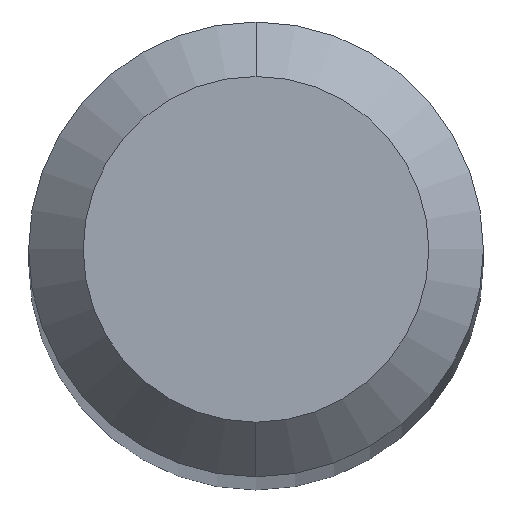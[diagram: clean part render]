
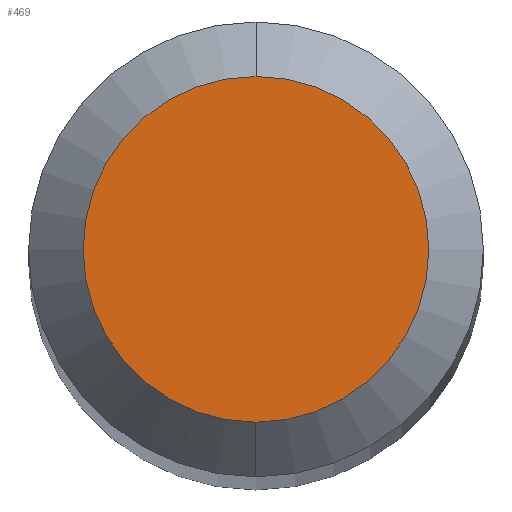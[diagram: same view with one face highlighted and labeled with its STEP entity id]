
A CAD part, top view. The second image highlights one B-rep face of the part: STEP entity #469.
In plain terms, the highlighted planar face has unit normal (0, 0, 1).
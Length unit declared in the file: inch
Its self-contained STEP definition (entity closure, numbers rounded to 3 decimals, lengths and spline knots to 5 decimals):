
#50 = ORIENTED_EDGE ( 'NONE', *, *, #381, .T. ) ;
#61 = CARTESIAN_POINT ( 'NONE',  ( 0., 0.0475, 0. ) ) ;
#64 = CARTESIAN_POINT ( 'NONE',  ( 0., 0., 0. ) ) ;
#67 = ORIENTED_EDGE ( 'NONE', *, *, #83, .T. ) ;
#68 = CARTESIAN_POINT ( 'NONE',  ( 0., 0.0475, 0. ) ) ;
#83 = EDGE_CURVE ( 'NONE', #87, #145, #389, .T. ) ;
#87 = VERTEX_POINT ( 'NONE', #61 ) ;
#142 = CARTESIAN_POINT ( 'NONE',  ( 0., -0.0475, 0. ) ) ;
#145 = VERTEX_POINT ( 'NONE', #142 ) ;
#168 = AXIS2_PLACEMENT_3D ( 'NONE', #212, #321, #473 ) ;
#181 = DIRECTION ( 'NONE',  ( 0., 0., -1. ) ) ;
#212 = CARTESIAN_POINT ( 'NONE',  ( 0., 0., 0. ) ) ;
#218 = DIRECTION ( 'NONE',  ( 0., 0., 1. ) ) ;
#225 = DIRECTION ( 'NONE',  ( 0., -1., 0. ) ) ;
#256 = CIRCLE ( 'NONE', #466, 0.0475 ) ;
#260 = EDGE_LOOP ( 'NONE', ( #67, #50 ) ) ;
#321 = DIRECTION ( 'NONE',  ( 0., 0., 1. ) ) ;
#347 = PLANE ( 'NONE',  #349 ) ;
#349 = AXIS2_PLACEMENT_3D ( 'NONE', #68, #181, #428 ) ;
#381 = EDGE_CURVE ( 'NONE', #145, #87, #256, .T. ) ;
#389 = CIRCLE ( 'NONE', #168, 0.0475 ) ;
#428 = DIRECTION ( 'NONE',  ( 0., 1., 0. ) ) ;
#449 = FACE_OUTER_BOUND ( 'NONE', #260, .T. ) ;
#466 = AXIS2_PLACEMENT_3D ( 'NONE', #64, #218, #225 ) ;
#469 = ADVANCED_FACE ( 'NONE', ( #449 ), #347, .F. ) ;
#473 = DIRECTION ( 'NONE',  ( 0., -1., 0. ) ) ;
